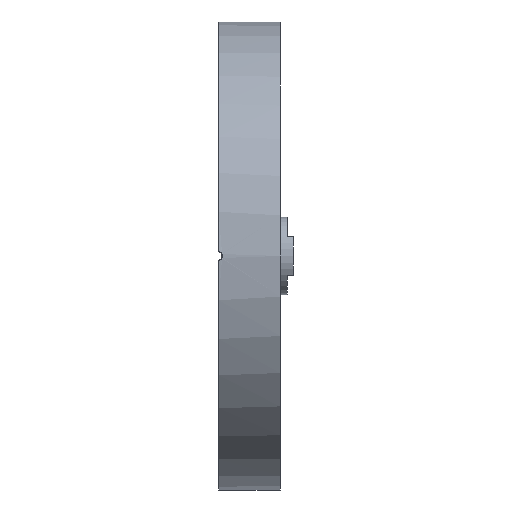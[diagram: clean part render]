
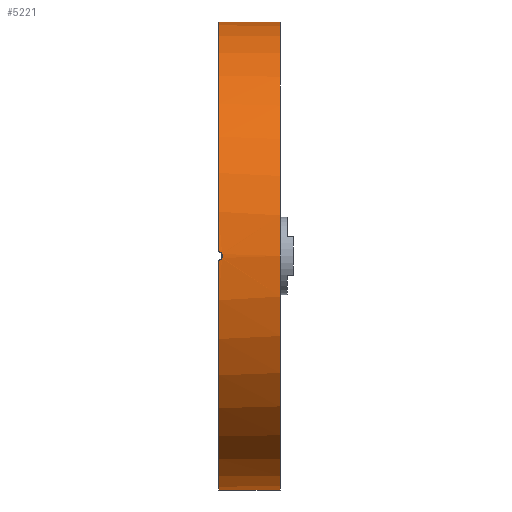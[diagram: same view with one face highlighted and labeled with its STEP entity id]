
A CAD part, left-side view. The second image highlights one B-rep face of the part: STEP entity #5221.
In plain terms, the highlighted cylindrical face has radius 57.15 mm (diameter 114.3 mm), a partial arc.
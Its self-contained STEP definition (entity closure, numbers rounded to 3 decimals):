
#162 = ORIENTED_EDGE ( 'NONE', *, *, #13801, .F. ) ;
#362 = CIRCLE ( 'NONE', #8877, 57.15 ) ;
#549 = VERTEX_POINT ( 'NONE', #6009 ) ;
#683 = ORIENTED_EDGE ( 'NONE', *, *, #5174, .T. ) ;
#823 = EDGE_LOOP ( 'NONE', ( #14536, #683, #3361, #14054, #6551, #162 ) ) ;
#1018 = DIRECTION ( 'NONE',  ( 0., 1., 0. ) ) ;
#1090 = FACE_OUTER_BOUND ( 'NONE', #823, .T. ) ;
#1271 = EDGE_CURVE ( 'NONE', #14321, #11423, #3146, .T. ) ;
#1539 = VERTEX_POINT ( 'NONE', #9435 ) ;
#1642 = CARTESIAN_POINT ( 'NONE',  ( -57.143, -0.521, -0.893 ) ) ;
#1717 = CARTESIAN_POINT ( 'NONE',  ( -57.147, -0.799, 0.615 ) ) ;
#1868 = CARTESIAN_POINT ( 'NONE',  ( -57.148, -0.874, 0.503 ) ) ;
#1936 = CARTESIAN_POINT ( 'NONE',  ( 0., -15., 57.15 ) ) ;
#2504 = CIRCLE ( 'NONE', #10060, 57.15 ) ;
#2755 = CARTESIAN_POINT ( 'NONE',  ( -57.15, -0.974, -0.261 ) ) ;
#2900 = CARTESIAN_POINT ( 'NONE',  ( -57.141, -0.264, -1. ) ) ;
#3085 = CYLINDRICAL_SURFACE ( 'NONE', #11588, 57.15 ) ;
#3146 = LINE ( 'NONE', #5346, #10128 ) ;
#3218 = B_SPLINE_CURVE_WITH_KNOTS ( 'NONE', 3,
 ( #9629, #14200, #9702, #8463, #12942, #1717, #1868, #13096, #3866, #12870, #2755, #7281, #13016, #1642, #2900, #9854 ),
 .UNSPECIFIED., .F., .F.,
 ( 4, 2, 2, 2, 2, 2, 2, 4 ),
 ( 0., 0., 0.001, 0.001, 0.002, 0.002, 0.002, 0.003 ),
 .UNSPECIFIED. ) ;
#3309 = CARTESIAN_POINT ( 'NONE',  ( 0., -15., 0. ) ) ;
#3359 = CARTESIAN_POINT ( 'NONE',  ( 0., -15., -57.15 ) ) ;
#3361 = ORIENTED_EDGE ( 'NONE', *, *, #8669, .T. ) ;
#3534 = CARTESIAN_POINT ( 'NONE',  ( 0., 0., 0. ) ) ;
#3866 = CARTESIAN_POINT ( 'NONE',  ( -57.15, -1., 0.131 ) ) ;
#5039 = CARTESIAN_POINT ( 'NONE',  ( 0., 0., -57.15 ) ) ;
#5174 = EDGE_CURVE ( 'NONE', #14321, #11949, #5686, .T. ) ;
#5221 = ADVANCED_FACE ( 'NONE', ( #1090 ), #3085, .T. ) ;
#5286 = DIRECTION ( 'NONE',  ( 0., 0., 1. ) ) ;
#5346 = CARTESIAN_POINT ( 'NONE',  ( 0., -15., -57.15 ) ) ;
#5354 = DIRECTION ( 'NONE',  ( 0., 1., 0. ) ) ;
#5592 = CARTESIAN_POINT ( 'NONE',  ( 0., -15., 0. ) ) ;
#5686 = CIRCLE ( 'NONE', #13939, 57.15 ) ;
#6009 = CARTESIAN_POINT ( 'NONE',  ( -57.141, 0., 1. ) ) ;
#6098 = DIRECTION ( 'NONE',  ( 0., 0., 1. ) ) ;
#6484 = DIRECTION ( 'NONE',  ( 0., 0., 1. ) ) ;
#6551 = ORIENTED_EDGE ( 'NONE', *, *, #14237, .T. ) ;
#7281 = CARTESIAN_POINT ( 'NONE',  ( -57.148, -0.874, -0.503 ) ) ;
#7609 = DIRECTION ( 'NONE',  ( 0., 0., 1. ) ) ;
#8043 = CARTESIAN_POINT ( 'NONE',  ( -57.141, 0., -1. ) ) ;
#8463 = CARTESIAN_POINT ( 'NONE',  ( -57.143, -0.504, 0.874 ) ) ;
#8669 = EDGE_CURVE ( 'NONE', #11949, #1539, #11843, .T. ) ;
#8707 = CARTESIAN_POINT ( 'NONE',  ( 0., 0., 0. ) ) ;
#8877 = AXIS2_PLACEMENT_3D ( 'NONE', #3534, #10309, #6098 ) ;
#9435 = CARTESIAN_POINT ( 'NONE',  ( 0., 0., 57.15 ) ) ;
#9565 = CARTESIAN_POINT ( 'NONE',  ( 0., -15., 57.15 ) ) ;
#9629 = CARTESIAN_POINT ( 'NONE',  ( -57.141, 0., 1. ) ) ;
#9702 = CARTESIAN_POINT ( 'NONE',  ( -57.142, -0.262, 0.974 ) ) ;
#9854 = CARTESIAN_POINT ( 'NONE',  ( -57.141, 0., -1. ) ) ;
#10012 = DIRECTION ( 'NONE',  ( 0., 1., 0. ) ) ;
#10060 = AXIS2_PLACEMENT_3D ( 'NONE', #8707, #5354, #6484 ) ;
#10128 = VECTOR ( 'NONE', #10012, 1000. ) ;
#10222 = VECTOR ( 'NONE', #10964, 1000. ) ;
#10309 = DIRECTION ( 'NONE',  ( 0., 1., 0. ) ) ;
#10964 = DIRECTION ( 'NONE',  ( 0., 1., 0. ) ) ;
#11423 = VERTEX_POINT ( 'NONE', #5039 ) ;
#11588 = AXIS2_PLACEMENT_3D ( 'NONE', #5592, #1018, #7609 ) ;
#11843 = LINE ( 'NONE', #9565, #10222 ) ;
#11949 = VERTEX_POINT ( 'NONE', #1936 ) ;
#12017 = DIRECTION ( 'NONE',  ( 0., 1., 0. ) ) ;
#12322 = EDGE_CURVE ( 'NONE', #549, #1539, #362, .T. ) ;
#12870 = CARTESIAN_POINT ( 'NONE',  ( -57.15, -1., -0.13 ) ) ;
#12942 = CARTESIAN_POINT ( 'NONE',  ( -57.144, -0.615, 0.799 ) ) ;
#13016 = CARTESIAN_POINT ( 'NONE',  ( -57.147, -0.801, -0.613 ) ) ;
#13096 = CARTESIAN_POINT ( 'NONE',  ( -57.15, -0.974, 0.263 ) ) ;
#13801 = EDGE_CURVE ( 'NONE', #11423, #14005, #2504, .T. ) ;
#13939 = AXIS2_PLACEMENT_3D ( 'NONE', #3309, #12017, #5286 ) ;
#14005 = VERTEX_POINT ( 'NONE', #8043 ) ;
#14054 = ORIENTED_EDGE ( 'NONE', *, *, #12322, .F. ) ;
#14200 = CARTESIAN_POINT ( 'NONE',  ( -57.141, -0.132, 1. ) ) ;
#14237 = EDGE_CURVE ( 'NONE', #549, #14005, #3218, .T. ) ;
#14321 = VERTEX_POINT ( 'NONE', #3359 ) ;
#14536 = ORIENTED_EDGE ( 'NONE', *, *, #1271, .F. ) ;
